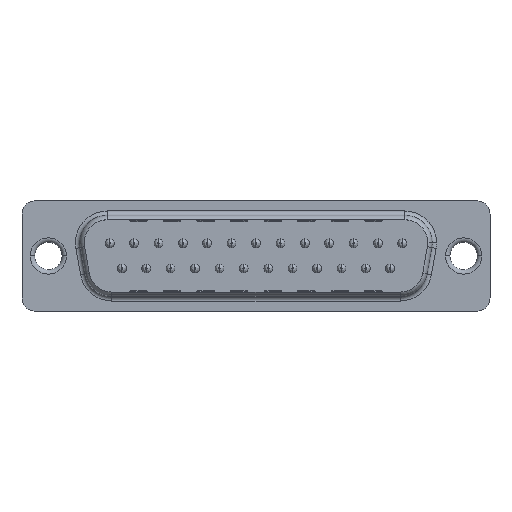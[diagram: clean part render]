
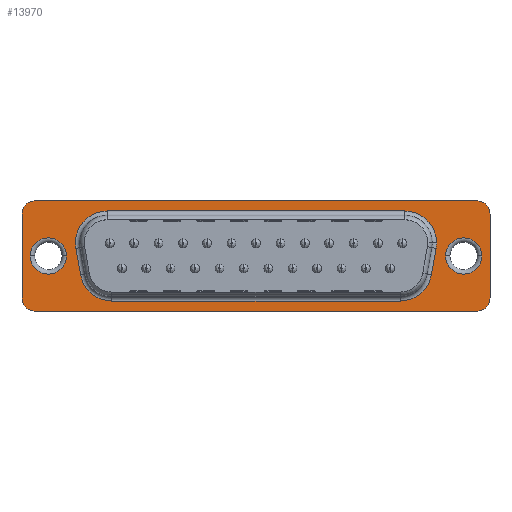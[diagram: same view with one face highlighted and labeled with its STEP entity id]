
A CAD part, top view. The second image highlights one B-rep face of the part: STEP entity #13970.
In plain terms, the highlighted planar face has unit normal (0, 0, 1).
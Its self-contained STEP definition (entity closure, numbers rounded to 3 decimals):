
#13970=ADVANCED_FACE('',(#22173,#22174,#22175,#22176),#14824,.T.);
#14824=PLANE('',#46988);
#18674=LINE('',#82413,#21304);
#18677=LINE('',#82421,#21307);
#18680=LINE('',#82429,#21310);
#18683=LINE('',#82437,#21313);
#18893=LINE('',#83076,#21523);
#18894=LINE('',#83080,#21524);
#18895=LINE('',#83084,#21525);
#18896=LINE('',#83087,#21526);
#21304=VECTOR('',#51856,1.);
#21307=VECTOR('',#51865,1.);
#21310=VECTOR('',#51874,1.);
#21313=VECTOR('',#51883,1.);
#21523=VECTOR('',#52497,1.);
#21524=VECTOR('',#52500,1.);
#21525=VECTOR('',#52503,1.);
#21526=VECTOR('',#52506,1.);
#22173=FACE_BOUND('',#23885,.T.);
#22174=FACE_BOUND('',#23886,.T.);
#22175=FACE_BOUND('',#23887,.T.);
#22176=FACE_BOUND('',#23888,.T.);
#23885=EDGE_LOOP('',(#32475,#32476));
#23886=EDGE_LOOP('',(#32477,#32478));
#23887=EDGE_LOOP('',(#32479,#32480,#32481,#32482,#32483,#32484,#32485,#32486,
#32487));
#23888=EDGE_LOOP('',(#32488,#32489,#32490,#32491,#32492,#32493,#32494,#32495));
#32475=ORIENTED_EDGE('',*,*,#42074,.T.);
#32476=ORIENTED_EDGE('',*,*,#38360,.T.);
#32477=ORIENTED_EDGE('',*,*,#42073,.T.);
#32478=ORIENTED_EDGE('',*,*,#38364,.T.);
#32479=ORIENTED_EDGE('',*,*,#42379,.T.);
#32480=ORIENTED_EDGE('',*,*,#42380,.T.);
#32481=ORIENTED_EDGE('',*,*,#42381,.T.);
#32482=ORIENTED_EDGE('',*,*,#42382,.T.);
#32483=ORIENTED_EDGE('',*,*,#42383,.T.);
#32484=ORIENTED_EDGE('',*,*,#42384,.T.);
#32485=ORIENTED_EDGE('',*,*,#38358,.T.);
#32486=ORIENTED_EDGE('',*,*,#42385,.T.);
#32487=ORIENTED_EDGE('',*,*,#42386,.T.);
#32488=ORIENTED_EDGE('',*,*,#42072,.T.);
#32489=ORIENTED_EDGE('',*,*,#42070,.T.);
#32490=ORIENTED_EDGE('',*,*,#42068,.T.);
#32491=ORIENTED_EDGE('',*,*,#42066,.T.);
#32492=ORIENTED_EDGE('',*,*,#42064,.T.);
#32493=ORIENTED_EDGE('',*,*,#42062,.T.);
#32494=ORIENTED_EDGE('',*,*,#42060,.T.);
#32495=ORIENTED_EDGE('',*,*,#42058,.T.);
#34926=VERTEX_POINT('',#55205);
#34927=VERTEX_POINT('',#55207);
#34928=VERTEX_POINT('',#55211);
#34929=VERTEX_POINT('',#55212);
#34932=VERTEX_POINT('',#55220);
#34933=VERTEX_POINT('',#55221);
#37377=VERTEX_POINT('',#82412);
#37378=VERTEX_POINT('',#82414);
#37379=VERTEX_POINT('',#82418);
#37380=VERTEX_POINT('',#82422);
#37381=VERTEX_POINT('',#82426);
#37382=VERTEX_POINT('',#82430);
#37383=VERTEX_POINT('',#82434);
#37384=VERTEX_POINT('',#82438);
#37609=VERTEX_POINT('',#83074);
#37610=VERTEX_POINT('',#83075);
#37611=VERTEX_POINT('',#83077);
#37612=VERTEX_POINT('',#83079);
#37613=VERTEX_POINT('',#83081);
#37614=VERTEX_POINT('',#83083);
#37615=VERTEX_POINT('',#83086);
#38358=EDGE_CURVE('',#34927,#34926,#43389,.T.);
#38360=EDGE_CURVE('',#34928,#34929,#43391,.T.);
#38364=EDGE_CURVE('',#34932,#34933,#43395,.T.);
#42058=EDGE_CURVE('',#37378,#37377,#18674,.T.);
#42060=EDGE_CURVE('',#37379,#37378,#43745,.T.);
#42062=EDGE_CURVE('',#37380,#37379,#18677,.T.);
#42064=EDGE_CURVE('',#37381,#37380,#43746,.T.);
#42066=EDGE_CURVE('',#37382,#37381,#18680,.T.);
#42068=EDGE_CURVE('',#37383,#37382,#43747,.T.);
#42070=EDGE_CURVE('',#37384,#37383,#18683,.T.);
#42072=EDGE_CURVE('',#37377,#37384,#43748,.T.);
#42073=EDGE_CURVE('',#34933,#34932,#43749,.T.);
#42074=EDGE_CURVE('',#34929,#34928,#43750,.T.);
#42379=EDGE_CURVE('',#37609,#37610,#43847,.T.);
#42380=EDGE_CURVE('',#37610,#37611,#18893,.T.);
#42381=EDGE_CURVE('',#37611,#37612,#43848,.T.);
#42382=EDGE_CURVE('',#37612,#37613,#18894,.T.);
#42383=EDGE_CURVE('',#37613,#37614,#43849,.T.);
#42384=EDGE_CURVE('',#37614,#34927,#18895,.T.);
#42385=EDGE_CURVE('',#34926,#37615,#43850,.T.);
#42386=EDGE_CURVE('',#37615,#37609,#18896,.T.);
#43389=CIRCLE('',#45768,3.6);
#43391=CIRCLE('',#45771,2.05);
#43395=CIRCLE('',#45776,2.05);
#43745=CIRCLE('',#46775,1.5);
#43746=CIRCLE('',#46778,1.5);
#43747=CIRCLE('',#46781,1.5);
#43748=CIRCLE('',#46784,1.5);
#43749=CIRCLE('',#46788,2.05);
#43750=CIRCLE('',#46790,2.05);
#43847=CIRCLE('',#46984,3.6);
#43848=CIRCLE('',#46985,3.6);
#43849=CIRCLE('',#46986,3.6);
#43850=CIRCLE('',#46987,3.6);
#45768=AXIS2_PLACEMENT_3D('',#55206,#48042,#48043);
#45771=AXIS2_PLACEMENT_3D('',#55210,#48048,#48049);
#45776=AXIS2_PLACEMENT_3D('',#55219,#48058,#48059);
#46775=AXIS2_PLACEMENT_3D('',#82417,#51860,#51861);
#46778=AXIS2_PLACEMENT_3D('',#82425,#51869,#51870);
#46781=AXIS2_PLACEMENT_3D('',#82433,#51878,#51879);
#46784=AXIS2_PLACEMENT_3D('',#82441,#51887,#51888);
#46788=AXIS2_PLACEMENT_3D('',#82445,#51895,#51896);
#46790=AXIS2_PLACEMENT_3D('',#82447,#51899,#51900);
#46984=AXIS2_PLACEMENT_3D('',#83073,#52495,#52496);
#46985=AXIS2_PLACEMENT_3D('',#83078,#52498,#52499);
#46986=AXIS2_PLACEMENT_3D('',#83082,#52501,#52502);
#46987=AXIS2_PLACEMENT_3D('',#83085,#52504,#52505);
#46988=AXIS2_PLACEMENT_3D('',#83088,#52507,#52508);
#48042=DIRECTION('',(0.,0.,-1.));
#48043=DIRECTION('',(1.,0.,0.));
#48048=DIRECTION('',(0.,0.,-1.));
#48049=DIRECTION('',(1.,0.,0.));
#48058=DIRECTION('',(0.,0.,-1.));
#48059=DIRECTION('',(1.,0.,0.));
#51856=DIRECTION('',(0.,1.,0.));
#51860=DIRECTION('',(0.,0.,1.));
#51861=DIRECTION('',(-1.,0.,0.));
#51865=DIRECTION('',(1.,0.,0.));
#51869=DIRECTION('',(0.,0.,1.));
#51870=DIRECTION('',(1.,0.,0.));
#51874=DIRECTION('',(0.,-1.,0.));
#51878=DIRECTION('',(0.,0.,1.));
#51879=DIRECTION('',(1.,0.,0.));
#51883=DIRECTION('',(-1.,0.,0.));
#51887=DIRECTION('',(0.,0.,1.));
#51888=DIRECTION('',(1.,0.,0.));
#51895=DIRECTION('',(0.,0.,-1.));
#51896=DIRECTION('',(1.,0.,0.));
#51899=DIRECTION('',(0.,0.,-1.));
#51900=DIRECTION('',(1.,0.,0.));
#52495=DIRECTION('',(0.,0.,-1.));
#52496=DIRECTION('',(1.,0.,0.));
#52497=DIRECTION('',(-1.,0.,0.));
#52498=DIRECTION('',(0.,0.,-1.));
#52499=DIRECTION('',(1.,0.,0.));
#52500=DIRECTION('',(-0.174,0.985,0.));
#52501=DIRECTION('',(0.,0.,-1.));
#52502=DIRECTION('',(1.,0.,0.));
#52503=DIRECTION('',(1.,0.,0.));
#52504=DIRECTION('',(0.,0.,-1.));
#52505=DIRECTION('',(1.,0.,0.));
#52506=DIRECTION('',(-0.174,-0.985,0.));
#52507=DIRECTION('',(0.,0.,1.));
#52508=DIRECTION('',(-1.,0.,0.));
#55205=CARTESIAN_POINT('',(20.45,1.5,0.5));
#55206=CARTESIAN_POINT('',(16.85,1.5,0.5));
#55207=CARTESIAN_POINT('',(16.85,5.1,0.5));
#55210=CARTESIAN_POINT('',(23.52,0.,0.5));
#55211=CARTESIAN_POINT('',(21.47,0.,0.5));
#55212=CARTESIAN_POINT('',(25.57,0.,0.5));
#55219=CARTESIAN_POINT('',(-23.52,0.,0.5));
#55220=CARTESIAN_POINT('',(-25.57,0.,0.5));
#55221=CARTESIAN_POINT('',(-21.47,0.,0.5));
#82412=CARTESIAN_POINT('',(26.5,4.75,0.5));
#82413=CARTESIAN_POINT('',(26.5,4.75,0.5));
#82414=CARTESIAN_POINT('',(26.5,-4.75,0.5));
#82417=CARTESIAN_POINT('',(25.,-4.75,0.5));
#82418=CARTESIAN_POINT('',(25.,-6.25,0.5));
#82421=CARTESIAN_POINT('',(-25.,-6.25,0.5));
#82422=CARTESIAN_POINT('',(-25.,-6.25,0.5));
#82425=CARTESIAN_POINT('',(-25.,-4.75,0.5));
#82426=CARTESIAN_POINT('',(-26.5,-4.75,0.5));
#82429=CARTESIAN_POINT('',(-26.5,4.75,0.5));
#82430=CARTESIAN_POINT('',(-26.5,4.75,0.5));
#82433=CARTESIAN_POINT('',(-25.,4.75,0.5));
#82434=CARTESIAN_POINT('',(-25.,6.25,0.5));
#82437=CARTESIAN_POINT('',(-25.,6.25,0.5));
#82438=CARTESIAN_POINT('',(25.,6.25,0.5));
#82441=CARTESIAN_POINT('',(25.,4.75,0.5));
#82445=CARTESIAN_POINT('',(-23.52,0.,0.5));
#82447=CARTESIAN_POINT('',(23.52,0.,0.5));
#83073=CARTESIAN_POINT('',(16.321,-1.5,0.5));
#83074=CARTESIAN_POINT('',(19.866,-2.125,0.5));
#83075=CARTESIAN_POINT('',(16.321,-5.1,0.5));
#83076=CARTESIAN_POINT('',(25.,-5.1,0.5));
#83077=CARTESIAN_POINT('',(-16.321,-5.1,0.5));
#83078=CARTESIAN_POINT('',(-16.321,-1.5,0.5));
#83079=CARTESIAN_POINT('',(-19.866,-2.125,0.5));
#83080=CARTESIAN_POINT('',(-19.689,-3.13,0.5));
#83081=CARTESIAN_POINT('',(-20.395,0.875,0.5));
#83082=CARTESIAN_POINT('',(-16.85,1.5,0.5));
#83083=CARTESIAN_POINT('',(-16.85,5.1,0.5));
#83084=CARTESIAN_POINT('',(16.85,5.1,0.5));
#83085=CARTESIAN_POINT('',(16.85,1.5,0.5));
#83086=CARTESIAN_POINT('',(20.395,0.875,0.5));
#83087=CARTESIAN_POINT('',(21.197,5.421,0.5));
#83088=CARTESIAN_POINT('',(25.,4.75,0.5));
